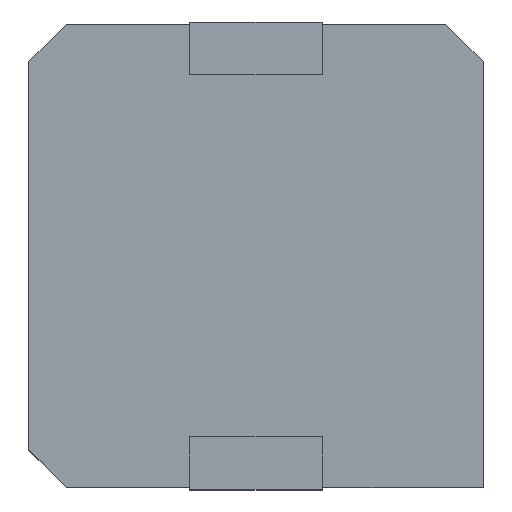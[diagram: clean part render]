
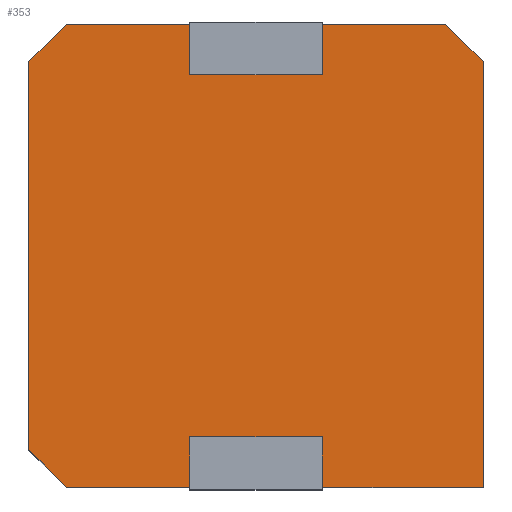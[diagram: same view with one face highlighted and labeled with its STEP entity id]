
A CAD part, top view. The second image highlights one B-rep face of the part: STEP entity #353.
In plain terms, the highlighted planar face has unit normal (0, 0, 1).
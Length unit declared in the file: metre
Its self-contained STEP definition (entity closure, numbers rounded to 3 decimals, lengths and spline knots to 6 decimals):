
#92=ORIENTED_EDGE('',*,*,#132,.F.);
#93=ORIENTED_EDGE('',*,*,#136,.T.);
#94=ORIENTED_EDGE('',*,*,#139,.F.);
#95=ORIENTED_EDGE('',*,*,#142,.F.);
#96=ORIENTED_EDGE('',*,*,#145,.T.);
#97=ORIENTED_EDGE('',*,*,#148,.F.);
#98=ORIENTED_EDGE('',*,*,#150,.T.);
#132=EDGE_CURVE('',#169,#170,#207,.T.);
#136=EDGE_CURVE('',#169,#172,#211,.T.);
#139=EDGE_CURVE('',#174,#172,#214,.T.);
#142=EDGE_CURVE('',#176,#174,#217,.T.);
#145=EDGE_CURVE('',#176,#178,#220,.T.);
#148=EDGE_CURVE('',#180,#178,#223,.T.);
#150=EDGE_CURVE('',#180,#170,#225,.T.);
#169=VERTEX_POINT('',#567);
#170=VERTEX_POINT('',#569);
#172=VERTEX_POINT('',#575);
#174=VERTEX_POINT('',#581);
#176=VERTEX_POINT('',#587);
#178=VERTEX_POINT('',#593);
#180=VERTEX_POINT('',#599);
#207=LINE('',#568,#252);
#211=LINE('',#576,#256);
#214=LINE('',#582,#259);
#217=LINE('',#588,#262);
#220=LINE('',#594,#265);
#223=LINE('',#600,#268);
#225=LINE('',#603,#270);
#252=VECTOR('',#472,1.);
#256=VECTOR('',#478,1.);
#259=VECTOR('',#483,1.);
#262=VECTOR('',#488,1.);
#265=VECTOR('',#493,1.);
#268=VECTOR('',#498,1.);
#270=VECTOR('',#502,1.);
#290=EDGE_LOOP('',(#92,#93,#94,#95,#96,#97,#98));
#311=FACE_BOUND('',#290,.T.);
#332=PLANE('',#412);
#353=ADVANCED_FACE('',(#311),#332,.T.);
#412=AXIS2_PLACEMENT_3D('',#604,#503,#504);
#472=DIRECTION('',(0.,-1.,0.));
#478=DIRECTION('',(-0.707,0.707,0.));
#483=DIRECTION('',(1.,0.,0.));
#488=DIRECTION('',(0.707,0.707,0.));
#493=DIRECTION('',(0.,-1.,0.));
#498=DIRECTION('',(-0.707,0.707,0.));
#502=DIRECTION('',(1.,0.,0.));
#503=DIRECTION('',(0.,0.,1.));
#504=DIRECTION('',(1.,0.,0.));
#567=CARTESIAN_POINT('',(0.00515,0.004396,0.0051));
#568=CARTESIAN_POINT('',(0.00515,-0.000427,0.0051));
#569=CARTESIAN_POINT('',(0.00515,-0.00525,0.0051));
#575=CARTESIAN_POINT('',(0.004296,0.00525,0.0051));
#576=CARTESIAN_POINT('',(0.004723,0.004823,0.0051));
#581=CARTESIAN_POINT('',(-0.004296,0.00525,0.0051));
#582=CARTESIAN_POINT('',(0.,0.00525,0.0051));
#587=CARTESIAN_POINT('',(-0.00515,0.004396,0.0051));
#588=CARTESIAN_POINT('',(-0.004723,0.004823,0.0051));
#593=CARTESIAN_POINT('',(-0.00515,-0.004396,0.0051));
#594=CARTESIAN_POINT('',(-0.00515,0.,0.0051));
#599=CARTESIAN_POINT('',(-0.004296,-0.00525,0.0051));
#600=CARTESIAN_POINT('',(-0.004723,-0.004823,0.0051));
#603=CARTESIAN_POINT('',(0.000427,-0.00525,0.0051));
#604=CARTESIAN_POINT('',(0.,0.,0.0051));
